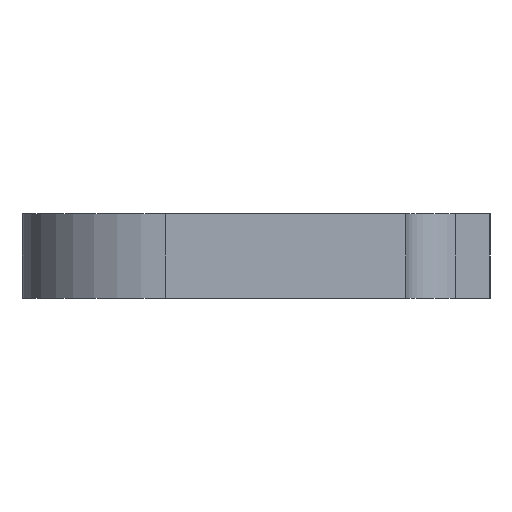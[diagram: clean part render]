
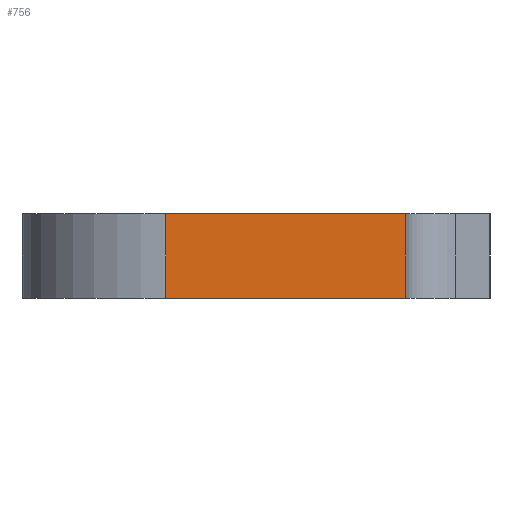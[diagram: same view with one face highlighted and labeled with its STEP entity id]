
A CAD part, left-side view. The second image highlights one B-rep face of the part: STEP entity #756.
In plain terms, the highlighted planar face has unit normal (-1, 0, 0).
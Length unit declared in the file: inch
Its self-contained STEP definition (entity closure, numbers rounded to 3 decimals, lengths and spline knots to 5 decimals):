
#12 = DIRECTION ( 'NONE',  ( 0., 0., 1. ) ) ;
#53 = DIRECTION ( 'NONE',  ( 0., 1., 0. ) ) ;
#61 = CARTESIAN_POINT ( 'NONE',  ( 0., 0.625, 0.22 ) ) ;
#81 = EDGE_CURVE ( 'NONE', #706, #1003, #1045, .T. ) ;
#91 = PLANE ( 'NONE',  #677 ) ;
#98 = ORIENTED_EDGE ( 'NONE', *, *, #283, .F. ) ;
#99 = DIRECTION ( 'NONE',  ( 0., 1., 0. ) ) ;
#130 = ORIENTED_EDGE ( 'NONE', *, *, #81, .F. ) ;
#193 = DIRECTION ( 'NONE',  ( 0., 0., -1. ) ) ;
#223 = CARTESIAN_POINT ( 'NONE',  ( 0., 0., 0.22 ) ) ;
#259 = VECTOR ( 'NONE', #53, 39.37008 ) ;
#277 = EDGE_CURVE ( 'NONE', #959, #990, #675, .T. ) ;
#283 = EDGE_CURVE ( 'NONE', #959, #706, #433, .T. ) ;
#328 = DIRECTION ( 'NONE',  ( 0., 0., -1. ) ) ;
#355 = VECTOR ( 'NONE', #99, 39.37008 ) ;
#358 = ORIENTED_EDGE ( 'NONE', *, *, #997, .T. ) ;
#408 = EDGE_LOOP ( 'NONE', ( #952, #358, #130, #98 ) ) ;
#414 = CARTESIAN_POINT ( 'NONE',  ( 0., 0., 0.22 ) ) ;
#424 = DIRECTION ( 'NONE',  ( -1., 0., 0. ) ) ;
#433 = LINE ( 'NONE', #766, #929 ) ;
#639 = CARTESIAN_POINT ( 'NONE',  ( 0., 0.625, 0.22 ) ) ;
#675 = LINE ( 'NONE', #836, #355 ) ;
#677 = AXIS2_PLACEMENT_3D ( 'NONE', #414, #424, #12 ) ;
#706 = VERTEX_POINT ( 'NONE', #986 ) ;
#733 = VECTOR ( 'NONE', #328, 39.37008 ) ;
#756 = ADVANCED_FACE ( 'NONE', ( #912 ), #91, .T. ) ;
#766 = CARTESIAN_POINT ( 'NONE',  ( 0., 0., 0.22 ) ) ;
#812 = CARTESIAN_POINT ( 'NONE',  ( 0., 0.625, 0. ) ) ;
#836 = CARTESIAN_POINT ( 'NONE',  ( 0., 0., 0.22 ) ) ;
#912 = FACE_OUTER_BOUND ( 'NONE', #408, .T. ) ;
#929 = VECTOR ( 'NONE', #193, 39.37008 ) ;
#952 = ORIENTED_EDGE ( 'NONE', *, *, #277, .T. ) ;
#959 = VERTEX_POINT ( 'NONE', #223 ) ;
#960 = CARTESIAN_POINT ( 'NONE',  ( 0., 0., 0. ) ) ;
#986 = CARTESIAN_POINT ( 'NONE',  ( 0., 0., 0. ) ) ;
#990 = VERTEX_POINT ( 'NONE', #61 ) ;
#997 = EDGE_CURVE ( 'NONE', #990, #1003, #1038, .T. ) ;
#1003 = VERTEX_POINT ( 'NONE', #812 ) ;
#1038 = LINE ( 'NONE', #639, #733 ) ;
#1045 = LINE ( 'NONE', #960, #259 ) ;
